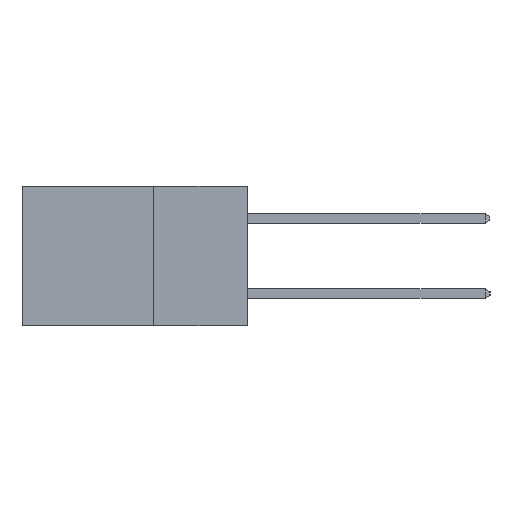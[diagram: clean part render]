
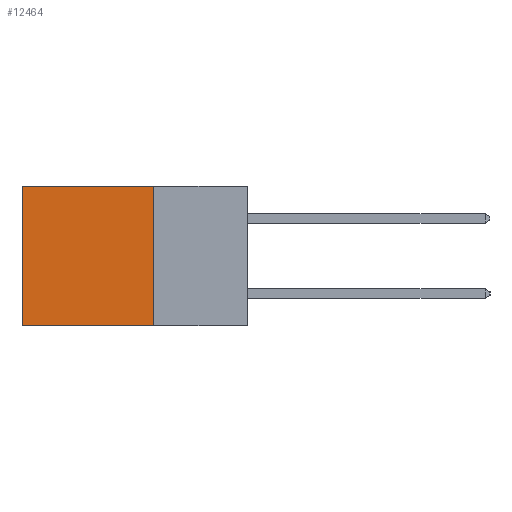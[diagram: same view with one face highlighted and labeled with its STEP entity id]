
A CAD part, left-side view. The second image highlights one B-rep face of the part: STEP entity #12464.
In plain terms, the highlighted planar face has unit normal (-1, 0, 0).
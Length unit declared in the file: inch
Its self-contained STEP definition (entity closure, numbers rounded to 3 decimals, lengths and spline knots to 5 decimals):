
#2 = ORIENTED_EDGE ( 'NONE', *, *, #7457, .T. ) ;
#556 = DIRECTION ( 'NONE',  ( 0., 0., -1. ) ) ;
#575 = DIRECTION ( 'NONE',  ( 1., 0., 0. ) ) ;
#597 = CARTESIAN_POINT ( 'NONE',  ( 0.2615, 0.25, -0.37 ) ) ;
#803 = LINE ( 'NONE', #9462, #4448 ) ;
#974 = PLANE ( 'NONE',  #6794 ) ;
#1668 = VERTEX_POINT ( 'NONE', #6055 ) ;
#1678 = CARTESIAN_POINT ( 'NONE',  ( 0.2615, 0.25, 0. ) ) ;
#1720 = VECTOR ( 'NONE', #9895, 39.37008 ) ;
#2691 = LINE ( 'NONE', #15044, #14543 ) ;
#3768 = CARTESIAN_POINT ( 'NONE',  ( 0.2615, 0.6, -0.37 ) ) ;
#4285 = FACE_OUTER_BOUND ( 'NONE', #8096, .T. ) ;
#4448 = VECTOR ( 'NONE', #5830, 39.37008 ) ;
#4451 = VERTEX_POINT ( 'NONE', #1678 ) ;
#5351 = LINE ( 'NONE', #8619, #1720 ) ;
#5830 = DIRECTION ( 'NONE',  ( 0., 0., -1. ) ) ;
#6055 = CARTESIAN_POINT ( 'NONE',  ( 0.2615, 0.25, -0.37 ) ) ;
#6526 = ORIENTED_EDGE ( 'NONE', *, *, #13198, .F. ) ;
#6794 = AXIS2_PLACEMENT_3D ( 'NONE', #597, #575, #556 ) ;
#7457 = EDGE_CURVE ( 'NONE', #4451, #14946, #14657, .T. ) ;
#8096 = EDGE_LOOP ( 'NONE', ( #11657, #12827, #6526, #2 ) ) ;
#8113 = DIRECTION ( 'NONE',  ( 0., 1., 0. ) ) ;
#8151 = CARTESIAN_POINT ( 'NONE',  ( 0.2615, 0.25, 0. ) ) ;
#8619 = CARTESIAN_POINT ( 'NONE',  ( 0.2615, 0.25, -0.37 ) ) ;
#9462 = CARTESIAN_POINT ( 'NONE',  ( 0.2615, 0.25, -0.37 ) ) ;
#9895 = DIRECTION ( 'NONE',  ( 0., 1., 0. ) ) ;
#10289 = VERTEX_POINT ( 'NONE', #3768 ) ;
#10396 = CARTESIAN_POINT ( 'NONE',  ( 0.2615, 0.6, 0. ) ) ;
#11080 = EDGE_CURVE ( 'NONE', #14946, #10289, #2691, .T. ) ;
#11657 = ORIENTED_EDGE ( 'NONE', *, *, #11080, .T. ) ;
#12464 = ADVANCED_FACE ( 'NONE', ( #4285 ), #974, .F. ) ;
#12827 = ORIENTED_EDGE ( 'NONE', *, *, #15302, .F. ) ;
#13198 = EDGE_CURVE ( 'NONE', #4451, #1668, #803, .T. ) ;
#13990 = VECTOR ( 'NONE', #8113, 39.37008 ) ;
#14543 = VECTOR ( 'NONE', #14983, 39.37008 ) ;
#14657 = LINE ( 'NONE', #8151, #13990 ) ;
#14946 = VERTEX_POINT ( 'NONE', #10396 ) ;
#14983 = DIRECTION ( 'NONE',  ( 0., 0., -1. ) ) ;
#15044 = CARTESIAN_POINT ( 'NONE',  ( 0.2615, 0.6, -0.37 ) ) ;
#15302 = EDGE_CURVE ( 'NONE', #1668, #10289, #5351, .T. ) ;
